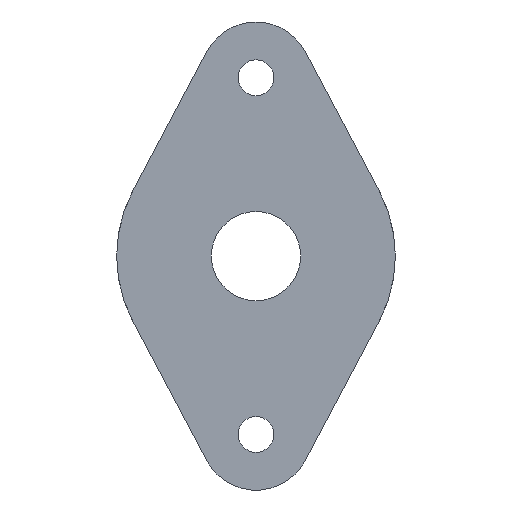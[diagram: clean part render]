
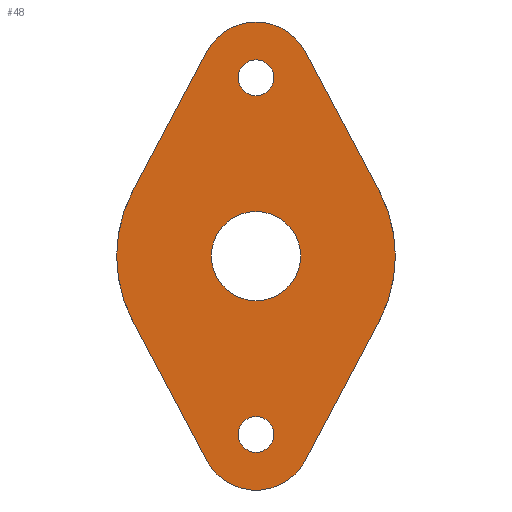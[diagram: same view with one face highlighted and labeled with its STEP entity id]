
A CAD part, left-side view. The second image highlights one B-rep face of the part: STEP entity #48.
In plain terms, the highlighted planar face has unit normal (-1, 0, 0).
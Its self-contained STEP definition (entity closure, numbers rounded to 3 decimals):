
#1 = CARTESIAN_POINT ( 'NONE',  ( 0., 0., 0. ) ) ;
#2 = DIRECTION ( 'NONE',  ( -1., 0., 0. ) ) ;
#40 = DIRECTION ( 'NONE',  ( 0., 0., -1. ) ) ;
#48 = ADVANCED_FACE ( 'NONE', ( #410, #289, #603, #772 ), #469, .F. ) ;
#60 = CARTESIAN_POINT ( 'NONE',  ( 0., 0., 16. ) ) ;
#62 = AXIS2_PLACEMENT_3D ( 'NONE', #1, #179, #481 ) ;
#71 = CARTESIAN_POINT ( 'NONE',  ( 0., -11.042, 5.859 ) ) ;
#80 = CARTESIAN_POINT ( 'NONE',  ( 0., 0., -17.6 ) ) ;
#82 = VERTEX_POINT ( 'NONE', #424 ) ;
#88 = VECTOR ( 'NONE', #706, 1000. ) ;
#89 = EDGE_CURVE ( 'NONE', #356, #107, #478, .T. ) ;
#99 = VERTEX_POINT ( 'NONE', #484 ) ;
#100 = EDGE_CURVE ( 'NONE', #571, #260, #491, .T. ) ;
#106 = AXIS2_PLACEMENT_3D ( 'NONE', #520, #137, #213 ) ;
#107 = VERTEX_POINT ( 'NONE', #488 ) ;
#110 = EDGE_CURVE ( 'NONE', #141, #356, #563, .T. ) ;
#123 = DIRECTION ( 'NONE',  ( 0., 0., -1. ) ) ;
#127 = CIRCLE ( 'NONE', #745, 1.6 ) ;
#129 = DIRECTION ( 'NONE',  ( 0., 0., -1. ) ) ;
#136 = CARTESIAN_POINT ( 'NONE',  ( 0., 0., 14.4 ) ) ;
#137 = DIRECTION ( 'NONE',  ( -1., 0., 0. ) ) ;
#141 = VERTEX_POINT ( 'NONE', #640 ) ;
#150 = AXIS2_PLACEMENT_3D ( 'NONE', #627, #747, #198 ) ;
#153 = VERTEX_POINT ( 'NONE', #703 ) ;
#162 = CARTESIAN_POINT ( 'NONE',  ( 0., 0., -14.4 ) ) ;
#168 = CARTESIAN_POINT ( 'NONE',  ( 0., 0., 0. ) ) ;
#169 = DIRECTION ( 'NONE',  ( 1., 0., 0. ) ) ;
#174 = CIRCLE ( 'NONE', #402, 1.6 ) ;
#179 = DIRECTION ( 'NONE',  ( 1., 0., 0. ) ) ;
#191 = EDGE_CURVE ( 'NONE', #153, #526, #589, .T. ) ;
#196 = AXIS2_PLACEMENT_3D ( 'NONE', #341, #535, #40 ) ;
#198 = DIRECTION ( 'NONE',  ( 0., 0., -1. ) ) ;
#207 = VERTEX_POINT ( 'NONE', #342 ) ;
#212 = AXIS2_PLACEMENT_3D ( 'NONE', #168, #214, #584 ) ;
#213 = DIRECTION ( 'NONE',  ( 0., 0., -1. ) ) ;
#214 = DIRECTION ( 'NONE',  ( -1., 0., 0. ) ) ;
#219 = ORIENTED_EDGE ( 'NONE', *, *, #731, .T. ) ;
#228 = EDGE_CURVE ( 'NONE', #260, #571, #127, .T. ) ;
#234 = CIRCLE ( 'NONE', #62, 4. ) ;
#235 = ORIENTED_EDGE ( 'NONE', *, *, #609, .T. ) ;
#248 = CARTESIAN_POINT ( 'NONE',  ( 0., 0., -4. ) ) ;
#252 = EDGE_LOOP ( 'NONE', ( #626, #398 ) ) ;
#260 = VERTEX_POINT ( 'NONE', #80 ) ;
#265 = DIRECTION ( 'NONE',  ( -1., 0., 0. ) ) ;
#283 = CARTESIAN_POINT ( 'NONE',  ( 0., -4.417, 18.344 ) ) ;
#289 = FACE_OUTER_BOUND ( 'NONE', #335, .T. ) ;
#295 = LINE ( 'NONE', #593, #602 ) ;
#298 = DIRECTION ( 'NONE',  ( -1., 0., 0. ) ) ;
#302 = CARTESIAN_POINT ( 'NONE',  ( 0., 0., 16. ) ) ;
#304 = CIRCLE ( 'NONE', #537, 5. ) ;
#307 = DIRECTION ( 'NONE',  ( 0., 0.469, 0.883 ) ) ;
#309 = DIRECTION ( 'NONE',  ( 0., 0., -1. ) ) ;
#335 = EDGE_LOOP ( 'NONE', ( #235, #635, #394, #713, #540, #547, #467, #447, #600 ) ) ;
#337 = DIRECTION ( 'NONE',  ( 0., 0., -1. ) ) ;
#341 = CARTESIAN_POINT ( 'NONE',  ( 0., 0., 16. ) ) ;
#342 = CARTESIAN_POINT ( 'NONE',  ( 0., 0., 21. ) ) ;
#345 = ORIENTED_EDGE ( 'NONE', *, *, #466, .T. ) ;
#356 = VERTEX_POINT ( 'NONE', #639 ) ;
#362 = DIRECTION ( 'NONE',  ( 1., 0., 0. ) ) ;
#370 = EDGE_CURVE ( 'NONE', #526, #107, #591, .T. ) ;
#371 = CARTESIAN_POINT ( 'NONE',  ( 0., 11.042, 5.859 ) ) ;
#377 = EDGE_CURVE ( 'NONE', #663, #82, #453, .T. ) ;
#387 = CIRCLE ( 'NONE', #212, 12.5 ) ;
#389 = VECTOR ( 'NONE', #307, 1000. ) ;
#394 = ORIENTED_EDGE ( 'NONE', *, *, #191, .T. ) ;
#398 = ORIENTED_EDGE ( 'NONE', *, *, #228, .F. ) ;
#402 = AXIS2_PLACEMENT_3D ( 'NONE', #302, #362, #123 ) ;
#410 = FACE_BOUND ( 'NONE', #752, .T. ) ;
#411 = VERTEX_POINT ( 'NONE', #248 ) ;
#413 = DIRECTION ( 'NONE',  ( 0., 0., -1. ) ) ;
#417 = CIRCLE ( 'NONE', #682, 5. ) ;
#424 = CARTESIAN_POINT ( 'NONE',  ( 0., -11.042, 5.859 ) ) ;
#447 = ORIENTED_EDGE ( 'NONE', *, *, #575, .T. ) ;
#453 = LINE ( 'NONE', #71, #685 ) ;
#456 = DIRECTION ( 'NONE',  ( 0., -0.469, 0.883 ) ) ;
#466 = EDGE_CURVE ( 'NONE', #411, #740, #561, .T. ) ;
#467 = ORIENTED_EDGE ( 'NONE', *, *, #604, .T. ) ;
#469 = PLANE ( 'NONE',  #576 ) ;
#471 = CARTESIAN_POINT ( 'NONE',  ( 0., 0., 16. ) ) ;
#478 = LINE ( 'NONE', #667, #389 ) ;
#481 = DIRECTION ( 'NONE',  ( 0., 0., -1. ) ) ;
#484 = CARTESIAN_POINT ( 'NONE',  ( 0., -11.042, -5.859 ) ) ;
#488 = CARTESIAN_POINT ( 'NONE',  ( 0., 11.042, -5.859 ) ) ;
#491 = CIRCLE ( 'NONE', #773, 1.6 ) ;
#511 = DIRECTION ( 'NONE',  ( 0., 0., -1. ) ) ;
#518 = VERTEX_POINT ( 'NONE', #136 ) ;
#520 = CARTESIAN_POINT ( 'NONE',  ( 0., 0., 0. ) ) ;
#521 = DIRECTION ( 'NONE',  ( -1., 0., 0. ) ) ;
#526 = VERTEX_POINT ( 'NONE', #371 ) ;
#528 = CARTESIAN_POINT ( 'NONE',  ( 0., 11.042, 5.859 ) ) ;
#535 = DIRECTION ( 'NONE',  ( 1., 0., 0. ) ) ;
#537 = AXIS2_PLACEMENT_3D ( 'NONE', #471, #521, #337 ) ;
#540 = ORIENTED_EDGE ( 'NONE', *, *, #89, .F. ) ;
#547 = ORIENTED_EDGE ( 'NONE', *, *, #110, .F. ) ;
#548 = DIRECTION ( 'NONE',  ( 0., 0., -1. ) ) ;
#554 = AXIS2_PLACEMENT_3D ( 'NONE', #728, #672, #129 ) ;
#561 = CIRCLE ( 'NONE', #150, 4. ) ;
#563 = CIRCLE ( 'NONE', #554, 5. ) ;
#565 = DIRECTION ( 'NONE',  ( 0., -0.469, -0.883 ) ) ;
#571 = VERTEX_POINT ( 'NONE', #162 ) ;
#575 = EDGE_CURVE ( 'NONE', #99, #82, #387, .T. ) ;
#576 = AXIS2_PLACEMENT_3D ( 'NONE', #715, #169, #413 ) ;
#584 = DIRECTION ( 'NONE',  ( 0., 0., -1. ) ) ;
#589 = LINE ( 'NONE', #528, #88 ) ;
#591 = CIRCLE ( 'NONE', #106, 12.5 ) ;
#593 = CARTESIAN_POINT ( 'NONE',  ( 0., -11.042, -5.859 ) ) ;
#597 = CARTESIAN_POINT ( 'NONE',  ( 0., 0., 17.6 ) ) ;
#600 = ORIENTED_EDGE ( 'NONE', *, *, #377, .F. ) ;
#602 = VECTOR ( 'NONE', #456, 1000. ) ;
#603 = FACE_BOUND ( 'NONE', #252, .T. ) ;
#604 = EDGE_CURVE ( 'NONE', #141, #99, #295, .T. ) ;
#607 = ORIENTED_EDGE ( 'NONE', *, *, #656, .T. ) ;
#609 = EDGE_CURVE ( 'NONE', #663, #207, #304, .T. ) ;
#626 = ORIENTED_EDGE ( 'NONE', *, *, #100, .F. ) ;
#627 = CARTESIAN_POINT ( 'NONE',  ( 0., 0., 0. ) ) ;
#635 = ORIENTED_EDGE ( 'NONE', *, *, #712, .T. ) ;
#637 = ORIENTED_EDGE ( 'NONE', *, *, #721, .T. ) ;
#639 = CARTESIAN_POINT ( 'NONE',  ( 0., 4.417, -18.344 ) ) ;
#640 = CARTESIAN_POINT ( 'NONE',  ( 0., -4.417, -18.344 ) ) ;
#656 = EDGE_CURVE ( 'NONE', #673, #518, #756, .T. ) ;
#663 = VERTEX_POINT ( 'NONE', #283 ) ;
#667 = CARTESIAN_POINT ( 'NONE',  ( 0., 11.042, -5.859 ) ) ;
#672 = DIRECTION ( 'NONE',  ( 1., 0., 0. ) ) ;
#673 = VERTEX_POINT ( 'NONE', #597 ) ;
#682 = AXIS2_PLACEMENT_3D ( 'NONE', #60, #298, #548 ) ;
#685 = VECTOR ( 'NONE', #565, 1000. ) ;
#696 = CARTESIAN_POINT ( 'NONE',  ( 0., 0., -16. ) ) ;
#703 = CARTESIAN_POINT ( 'NONE',  ( 0., 4.417, 18.344 ) ) ;
#706 = DIRECTION ( 'NONE',  ( 0., 0.469, -0.883 ) ) ;
#712 = EDGE_CURVE ( 'NONE', #207, #153, #417, .T. ) ;
#713 = ORIENTED_EDGE ( 'NONE', *, *, #370, .T. ) ;
#715 = CARTESIAN_POINT ( 'NONE',  ( 0., 0., 0. ) ) ;
#716 = EDGE_LOOP ( 'NONE', ( #637, #345 ) ) ;
#721 = EDGE_CURVE ( 'NONE', #740, #411, #234, .T. ) ;
#726 = CARTESIAN_POINT ( 'NONE',  ( 0., 0., -16. ) ) ;
#727 = CARTESIAN_POINT ( 'NONE',  ( 0., 0., 4. ) ) ;
#728 = CARTESIAN_POINT ( 'NONE',  ( 0., 0., -16. ) ) ;
#731 = EDGE_CURVE ( 'NONE', #518, #673, #174, .T. ) ;
#740 = VERTEX_POINT ( 'NONE', #727 ) ;
#745 = AXIS2_PLACEMENT_3D ( 'NONE', #696, #265, #511 ) ;
#747 = DIRECTION ( 'NONE',  ( 1., 0., 0. ) ) ;
#752 = EDGE_LOOP ( 'NONE', ( #607, #219 ) ) ;
#756 = CIRCLE ( 'NONE', #196, 1.6 ) ;
#772 = FACE_BOUND ( 'NONE', #716, .T. ) ;
#773 = AXIS2_PLACEMENT_3D ( 'NONE', #726, #2, #309 ) ;
